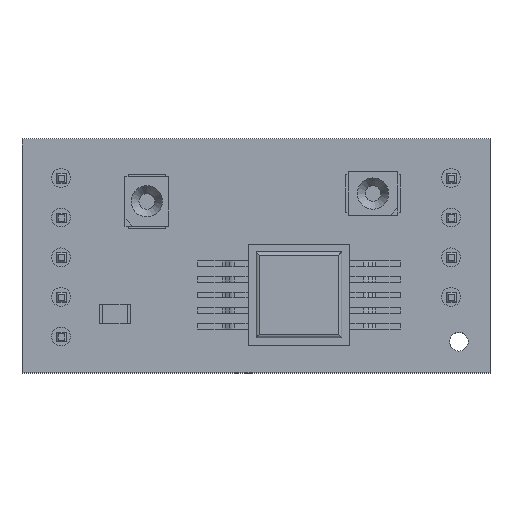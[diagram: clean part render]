
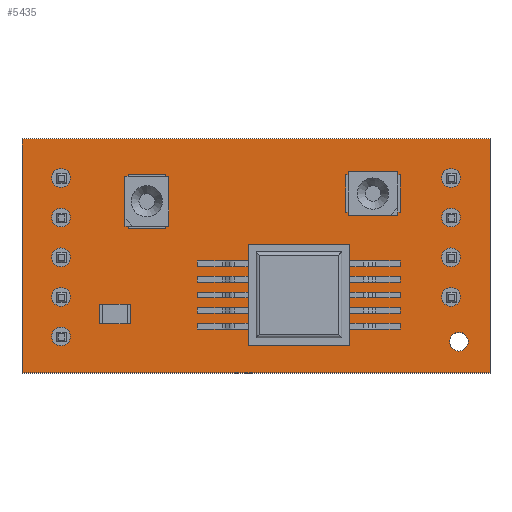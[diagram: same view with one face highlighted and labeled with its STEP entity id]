
A CAD part, top view. The second image highlights one B-rep face of the part: STEP entity #5435.
In plain terms, the highlighted planar face has unit normal (0, 0, 1).
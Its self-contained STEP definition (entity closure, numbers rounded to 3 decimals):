
#5435=ADVANCED_FACE('',(#8895,#8897,#8899,#8901,#8903,#8905,#8907,#8909,#8911,#8913,
#8915),#8917,.F.);
#8895=FACE_BOUND('',#8896,.T.);
#8896=EDGE_LOOP('',(#11350,#11351,#11352,#11353));
#8897=FACE_BOUND('',#8898,.T.);
#8898=EDGE_LOOP('',(#11354));
#8899=FACE_BOUND('',#8900,.T.);
#8900=EDGE_LOOP('',(#11355));
#8901=FACE_BOUND('',#8902,.T.);
#8902=EDGE_LOOP('',(#11356));
#8903=FACE_BOUND('',#8904,.T.);
#8904=EDGE_LOOP('',(#11357));
#8905=FACE_BOUND('',#8906,.T.);
#8906=EDGE_LOOP('',(#11358));
#8907=FACE_BOUND('',#8908,.T.);
#8908=EDGE_LOOP('',(#11359));
#8909=FACE_BOUND('',#8910,.T.);
#8910=EDGE_LOOP('',(#11360));
#8911=FACE_BOUND('',#8912,.T.);
#8912=EDGE_LOOP('',(#11361));
#8913=FACE_BOUND('',#8914,.T.);
#8914=EDGE_LOOP('',(#11362));
#8915=FACE_BOUND('',#8916,.T.);
#8916=EDGE_LOOP('',(#11363));
#8917=PLANE('',#8918);
#8918=AXIS2_PLACEMENT_3D('',#8919,#8920,#8921);
#8919=CARTESIAN_POINT('',(142.,-77.,1.6));
#8920=DIRECTION('',(-0.,-0.,-1.));
#8921=DIRECTION('',(-1.,0.,0.));
#11350=ORIENTED_EDGE('',*,*,#12569,.F.);
#11351=ORIENTED_EDGE('',*,*,#12585,.F.);
#11352=ORIENTED_EDGE('',*,*,#12571,.F.);
#11353=ORIENTED_EDGE('',*,*,#12565,.F.);
#11354=ORIENTED_EDGE('',*,*,#12586,.F.);
#11355=ORIENTED_EDGE('',*,*,#12587,.F.);
#11356=ORIENTED_EDGE('',*,*,#12588,.F.);
#11357=ORIENTED_EDGE('',*,*,#12589,.F.);
#11358=ORIENTED_EDGE('',*,*,#12590,.F.);
#11359=ORIENTED_EDGE('',*,*,#12591,.F.);
#11360=ORIENTED_EDGE('',*,*,#12592,.F.);
#11361=ORIENTED_EDGE('',*,*,#12593,.F.);
#11362=ORIENTED_EDGE('',*,*,#12594,.F.);
#11363=ORIENTED_EDGE('',*,*,#12595,.F.);
#12565=EDGE_CURVE('',#14381,#14383,#14384,.T.);
#12569=EDGE_CURVE('',#14389,#14381,#14391,.T.);
#12571=EDGE_CURVE('',#14383,#14393,#14394,.T.);
#12585=EDGE_CURVE('',#14393,#14389,#14419,.T.);
#12586=EDGE_CURVE('',#14420,#14420,#14421,.T.);
#12587=EDGE_CURVE('',#14422,#14422,#14423,.T.);
#12588=EDGE_CURVE('',#14424,#14424,#14425,.T.);
#12589=EDGE_CURVE('',#14426,#14426,#14427,.T.);
#12590=EDGE_CURVE('',#14428,#14428,#14429,.T.);
#12591=EDGE_CURVE('',#14430,#14430,#14431,.T.);
#12592=EDGE_CURVE('',#14432,#14432,#14433,.T.);
#12593=EDGE_CURVE('',#14434,#14434,#14435,.T.);
#12594=EDGE_CURVE('',#14436,#14436,#14437,.T.);
#12595=EDGE_CURVE('',#14438,#14438,#14439,.T.);
#14381=VERTEX_POINT('',#18455);
#14383=VERTEX_POINT('',#18459);
#14384=LINE('',#18460,#18461);
#14389=VERTEX_POINT('',#18471);
#14391=LINE('',#18475,#18476);
#14393=VERTEX_POINT('',#18481);
#14394=LINE('',#18482,#18483);
#14419=LINE('',#18545,#18546);
#14420=VERTEX_POINT('',#18548);
#14421=CIRCLE('',#18549,0.6);
#14422=VERTEX_POINT('',#18553);
#14423=CIRCLE('',#18554,0.6);
#14424=VERTEX_POINT('',#18558);
#14425=CIRCLE('',#18559,0.6);
#14426=VERTEX_POINT('',#18563);
#14427=CIRCLE('',#18564,0.6);
#14428=VERTEX_POINT('',#18568);
#14429=CIRCLE('',#18569,0.6);
#14430=VERTEX_POINT('',#18573);
#14431=CIRCLE('',#18574,0.6);
#14432=VERTEX_POINT('',#18578);
#14433=CIRCLE('',#18579,0.6);
#14434=VERTEX_POINT('',#18583);
#14435=CIRCLE('',#18584,0.6);
#14436=VERTEX_POINT('',#18588);
#14437=CIRCLE('',#18589,0.6);
#14438=VERTEX_POINT('',#18593);
#14439=CIRCLE('',#18594,0.6);
#18455=CARTESIAN_POINT('',(157.,-69.5,1.6));
#18459=CARTESIAN_POINT('',(157.,-84.5,1.6));
#18460=CARTESIAN_POINT('',(157.,-69.5,1.6));
#18461=VECTOR('',#18462,1.);
#18462=DIRECTION('',(0.,-1.,0.));
#18471=CARTESIAN_POINT('',(127.,-69.5,1.6));
#18475=CARTESIAN_POINT('',(127.,-69.5,1.6));
#18476=VECTOR('',#18477,1.);
#18477=DIRECTION('',(1.,0.,0.));
#18481=CARTESIAN_POINT('',(127.,-84.5,1.6));
#18482=CARTESIAN_POINT('',(157.,-84.5,1.6));
#18483=VECTOR('',#18484,1.);
#18484=DIRECTION('',(-1.,0.,0.));
#18545=CARTESIAN_POINT('',(127.,-84.5,1.6));
#18546=VECTOR('',#18547,1.);
#18547=DIRECTION('',(0.,1.,0.));
#18548=CARTESIAN_POINT('',(155.1,-77.08,1.6));
#18549=AXIS2_PLACEMENT_3D('',#18550,#18551,#18552);
#18550=CARTESIAN_POINT('',(154.5,-77.08,1.6));
#18551=DIRECTION('',(0.,0.,1.));
#18552=DIRECTION('',(1.,0.,-0.));
#18553=CARTESIAN_POINT('',(155.1,-79.62,1.6));
#18554=AXIS2_PLACEMENT_3D('',#18555,#18556,#18557);
#18555=CARTESIAN_POINT('',(154.5,-79.62,1.6));
#18556=DIRECTION('',(0.,0.,1.));
#18557=DIRECTION('',(1.,0.,-0.));
#18558=CARTESIAN_POINT('',(155.1,-74.54,1.6));
#18559=AXIS2_PLACEMENT_3D('',#18560,#18561,#18562);
#18560=CARTESIAN_POINT('',(154.5,-74.54,1.6));
#18561=DIRECTION('',(0.,0.,1.));
#18562=DIRECTION('',(1.,0.,-0.));
#18563=CARTESIAN_POINT('',(155.1,-72.,1.6));
#18564=AXIS2_PLACEMENT_3D('',#18565,#18566,#18567);
#18565=CARTESIAN_POINT('',(154.5,-72.,1.6));
#18566=DIRECTION('',(0.,0.,1.));
#18567=DIRECTION('',(1.,0.,-0.));
#18568=CARTESIAN_POINT('',(130.1,-72.,1.6));
#18569=AXIS2_PLACEMENT_3D('',#18570,#18571,#18572);
#18570=CARTESIAN_POINT('',(129.5,-72.,1.6));
#18571=DIRECTION('',(0.,0.,1.));
#18572=DIRECTION('',(1.,0.,-0.));
#18573=CARTESIAN_POINT('',(130.1,-74.54,1.6));
#18574=AXIS2_PLACEMENT_3D('',#18575,#18576,#18577);
#18575=CARTESIAN_POINT('',(129.5,-74.54,1.6));
#18576=DIRECTION('',(0.,0.,1.));
#18577=DIRECTION('',(1.,0.,-0.));
#18578=CARTESIAN_POINT('',(130.1,-79.62,1.6));
#18579=AXIS2_PLACEMENT_3D('',#18580,#18581,#18582);
#18580=CARTESIAN_POINT('',(129.5,-79.62,1.6));
#18581=DIRECTION('',(0.,0.,1.));
#18582=DIRECTION('',(1.,0.,-0.));
#18583=CARTESIAN_POINT('',(130.1,-77.08,1.6));
#18584=AXIS2_PLACEMENT_3D('',#18585,#18586,#18587);
#18585=CARTESIAN_POINT('',(129.5,-77.08,1.6));
#18586=DIRECTION('',(0.,0.,1.));
#18587=DIRECTION('',(1.,0.,-0.));
#18588=CARTESIAN_POINT('',(155.6,-82.5,1.6));
#18589=AXIS2_PLACEMENT_3D('',#18590,#18591,#18592);
#18590=CARTESIAN_POINT('',(155.,-82.5,1.6));
#18591=DIRECTION('',(0.,0.,1.));
#18592=DIRECTION('',(1.,0.,-0.));
#18593=CARTESIAN_POINT('',(130.1,-82.16,1.6));
#18594=AXIS2_PLACEMENT_3D('',#18595,#18596,#18597);
#18595=CARTESIAN_POINT('',(129.5,-82.16,1.6));
#18596=DIRECTION('',(0.,0.,1.));
#18597=DIRECTION('',(1.,0.,-0.));
